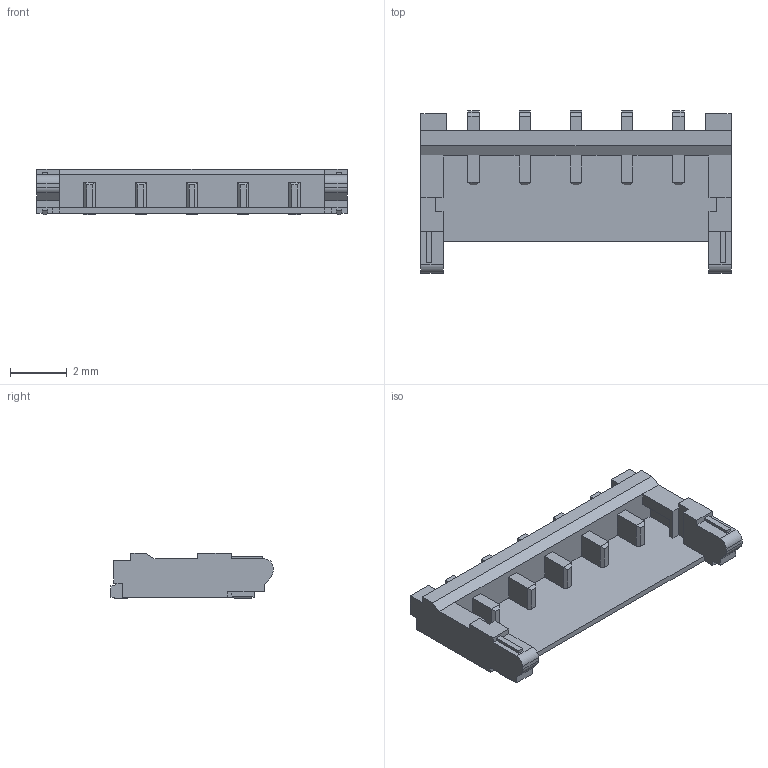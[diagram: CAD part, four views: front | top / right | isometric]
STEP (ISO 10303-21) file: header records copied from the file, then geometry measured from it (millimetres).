
FILE_DESCRIPTION(/* description */ (''),/* implementation_level */ '2;1');
FILE_NAME(/* name */ 'CON_2082940050.step.step',/* time_stamp */ '2024-02-29T22:44:04+01:00',/* author */ (''),/* organization */ (''),/* preprocessor_version */ 'ST-DEVELOPER v20',/* originating_system */ 'Autodesk Translation Framework v12.20.1.177',/* authorisation */ '');
FILE_SCHEMA (('AUTOMOTIVE_DESIGN { 1 0 10303 214 3 1 1 }'));
Length unit declared in the file: millimetre
Products named in the file (1): CON_2082940050
Bounding box: 10.9 x 5.7 x 1.6 mm (x, y, z)
Volume: 31.7 mm3; surface area: 173.4 mm2
Topology: 1 solids, 1 shells, 196 faces, 547 edges, 360 vertices
Faces by surface type: plane 177, cylinder 19
Entity records: 6329 total; most frequent: CARTESIAN_POINT 1104, ORIENTED_EDGE 1094, DIRECTION 979, EDGE_CURVE 547, LINE 509, VECTOR 509, VERTEX_POINT 360, AXIS2_PLACEMENT_3D 235
